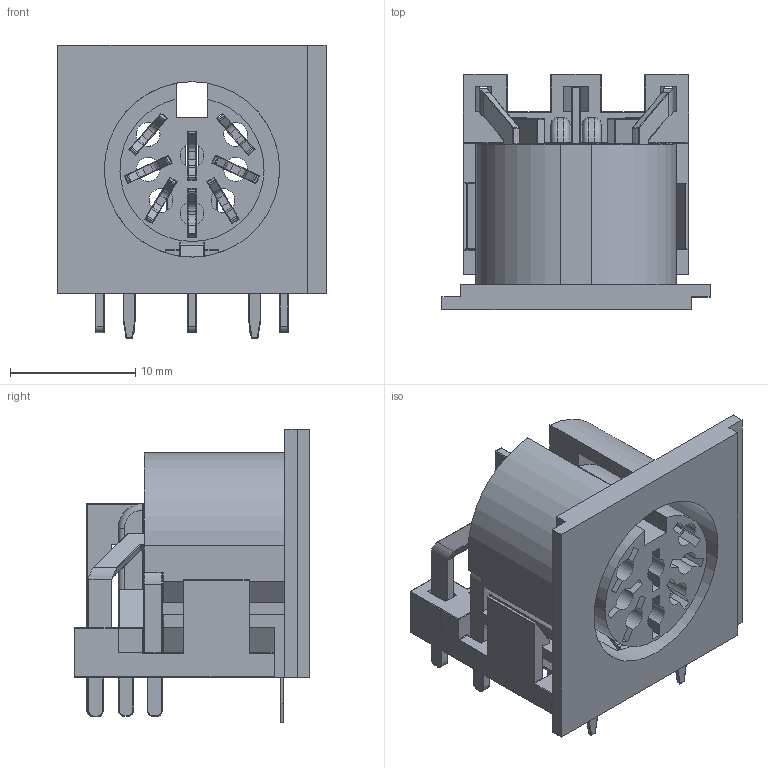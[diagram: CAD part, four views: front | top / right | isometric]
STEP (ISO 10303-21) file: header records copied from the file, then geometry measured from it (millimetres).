
FILE_DESCRIPTION(/* description */ (''),/* implementation_level */ '2;1');
FILE_NAME(/* name */ 'DIN 41524 C64 8-pin video connector v6.step',/* time_stamp */ '2021-03-04T13:02:27+01:00',/* author */ (''),/* organization */ (''),/* preprocessor_version */ 'ST-DEVELOPER v18.1',/* originating_system */ 'Autodesk Translation Framework v9.7.1.1290',/* authorisation */ '');
FILE_SCHEMA (('AUTOMOTIVE_DESIGN { 1 0 10303 214 3 1 1 }'));
Products named in the file (9): DIN 41524 C64 8-pin video connector; Pin1_3; Pin2; Pin4_5; Pin6; Pin7_8; Housing; Base; Gnd pins
Assembly tree (8 placements, depth 2):
  DIN 41524 C64 8-pin video connector
    Pin1_3
    Pin2
    Pin4_5
    Pin6
    Pin7_8
    Housing
    Base
    Gnd pins
Bounding box: 21.4 x 18.8 x 23.4 mm (x, y, z)
Volume: 3114.5 mm3; surface area: 6160.1 mm2
Topology: 11 solids, 11 shells, 1949 faces, 4599 edges, 2647 vertices
Faces by surface type: cylinder 792, plane 571, torus 324, bspline 139, sphere 123
Full cylindrical faces by diameter (mm): 2 x2, 5.3 x1, 14 x1
Entity records: 57377 total; most frequent: CARTESIAN_POINT 12186, DIRECTION 9922, ORIENTED_EDGE 9148, EDGE_CURVE 4574, AXIS2_PLACEMENT_3D 3744, VERTEX_POINT 2647, LINE 2434, VECTOR 2434
